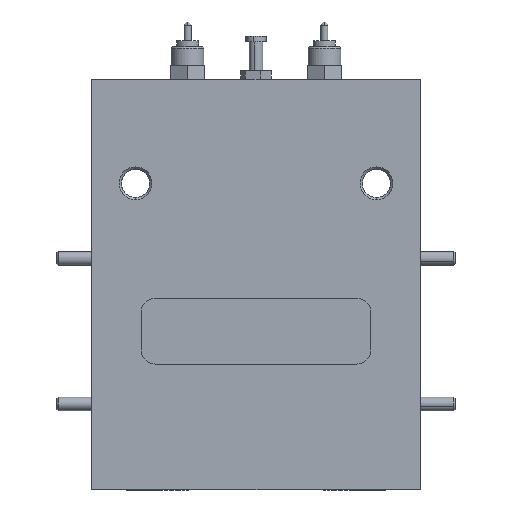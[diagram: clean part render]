
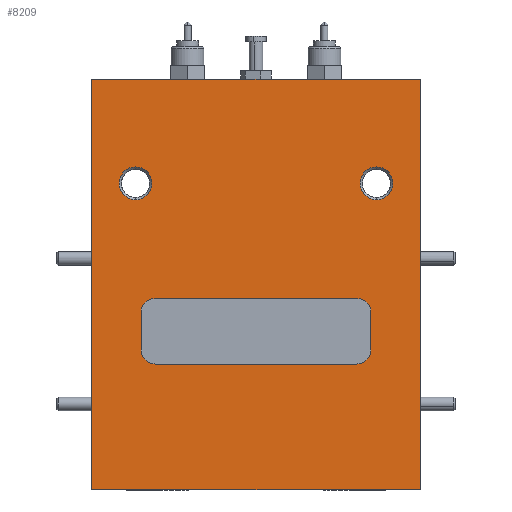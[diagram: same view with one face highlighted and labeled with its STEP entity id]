
A CAD part, front view. The second image highlights one B-rep face of the part: STEP entity #8209.
In plain terms, the highlighted planar face has unit normal (0, -1, 0).
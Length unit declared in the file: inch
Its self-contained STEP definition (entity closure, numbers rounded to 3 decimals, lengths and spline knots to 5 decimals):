
#413 = ORIENTED_EDGE ( 'NONE', *, *, #7931, .F. ) ;
#415 = ORIENTED_EDGE ( 'NONE', *, *, #7917, .F. ) ;
#417 = ORIENTED_EDGE ( 'NONE', *, *, #7834, .T. ) ;
#419 = ORIENTED_EDGE ( 'NONE', *, *, #7844, .F. ) ;
#424 = ORIENTED_EDGE ( 'NONE', *, *, #7926, .T. ) ;
#427 = ORIENTED_EDGE ( 'NONE', *, *, #7915, .F. ) ;
#430 = ORIENTED_EDGE ( 'NONE', *, *, #7902, .F. ) ;
#433 = ORIENTED_EDGE ( 'NONE', *, *, #7892, .F. ) ;
#445 = ORIENTED_EDGE ( 'NONE', *, *, #7840, .F. ) ;
#450 = ORIENTED_EDGE ( 'NONE', *, *, #7839, .T. ) ;
#452 = ORIENTED_EDGE ( 'NONE', *, *, #7799, .F. ) ;
#457 = ORIENTED_EDGE ( 'NONE', *, *, #7833, .F. ) ;
#458 = ORIENTED_EDGE ( 'NONE', *, *, #7929, .F. ) ;
#464 = ORIENTED_EDGE ( 'NONE', *, *, #7793, .F. ) ;
#467 = ORIENTED_EDGE ( 'NONE', *, *, #7812, .T. ) ;
#471 = ORIENTED_EDGE ( 'NONE', *, *, #7921, .F. ) ;
#872 = EDGE_LOOP ( 'NONE', ( #457, #430, #464, #458 ) ) ;
#904 = EDGE_LOOP ( 'NONE', ( #445, #413, #452, #471, #433, #427, #415, #419 ) ) ;
#928 = EDGE_LOOP ( 'NONE', ( #450, #417 ) ) ;
#946 = EDGE_LOOP ( 'NONE', ( #467, #424 ) ) ;
#1708 = LINE ( 'NONE', #4804, #1731 ) ;
#1731 = VECTOR ( 'NONE', #4798, 39.37008 ) ;
#1750 = CIRCLE ( 'NONE', #11332, 0.075 ) ;
#1767 = LINE ( 'NONE', #4895, #1777 ) ;
#1773 = CIRCLE ( 'NONE', #11324, 0.065 ) ;
#1777 = VECTOR ( 'NONE', #4888, 39.37008 ) ;
#1806 = CIRCLE ( 'NONE', #11340, 0.075 ) ;
#1813 = LINE ( 'NONE', #4953, #1832 ) ;
#1814 = CIRCLE ( 'NONE', #11327, 0.065 ) ;
#1817 = CIRCLE ( 'NONE', #11300, 0.075 ) ;
#1832 = VECTOR ( 'NONE', #4949, 39.37008 ) ;
#1863 = CIRCLE ( 'NONE', #11391, 0.065 ) ;
#1873 = CIRCLE ( 'NONE', #11393, 0.075 ) ;
#1887 = LINE ( 'NONE', #3972, #1914 ) ;
#1897 = LINE ( 'NONE', #3930, #1899 ) ;
#1898 = VECTOR ( 'NONE', #3912, 39.37008 ) ;
#1899 = VECTOR ( 'NONE', #3906, 39.37008 ) ;
#1900 = VECTOR ( 'NONE', #3958, 39.37008 ) ;
#1906 = LINE ( 'NONE', #3884, #1898 ) ;
#1909 = LINE ( 'NONE', #3948, #1900 ) ;
#1914 = VECTOR ( 'NONE', #3964, 39.37008 ) ;
#1916 = CIRCLE ( 'NONE', #11423, 0.065 ) ;
#1925 = VECTOR ( 'NONE', #3968, 39.37008 ) ;
#1928 = LINE ( 'NONE', #3961, #1925 ) ;
#3491 = CARTESIAN_POINT ( 'NONE',  ( 0.525, -0.6, 0.085 ) ) ;
#3853 = CARTESIAN_POINT ( 'NONE',  ( 0.46, -0.6, -0.085 ) ) ;
#3865 = DIRECTION ( 'NONE',  ( 0., -1., 0. ) ) ;
#3866 = DIRECTION ( 'NONE',  ( 0., 0., -1. ) ) ;
#3884 = CARTESIAN_POINT ( 'NONE',  ( -0.75, -0.6, 1.15 ) ) ;
#3897 = DIRECTION ( 'NONE',  ( 0., -1., 0. ) ) ;
#3899 = DIRECTION ( 'NONE',  ( 0., 0., -1. ) ) ;
#3906 = DIRECTION ( 'NONE',  ( 1., 0., 0. ) ) ;
#3912 = DIRECTION ( 'NONE',  ( 1., 0., 0. ) ) ;
#3930 = CARTESIAN_POINT ( 'NONE',  ( -0.46, -0.6, -0.15 ) ) ;
#3938 = CARTESIAN_POINT ( 'NONE',  ( -0.46, -0.6, -0.085 ) ) ;
#3948 = CARTESIAN_POINT ( 'NONE',  ( 0.525, -0.6, -0.085 ) ) ;
#3958 = DIRECTION ( 'NONE',  ( 0., 0., 1. ) ) ;
#3961 = CARTESIAN_POINT ( 'NONE',  ( 0.46, -0.6, 0.15 ) ) ;
#3964 = DIRECTION ( 'NONE',  ( -1., 0., 0. ) ) ;
#3965 = CARTESIAN_POINT ( 'NONE',  ( 0.55, -0.6, 0.675 ) ) ;
#3966 = DIRECTION ( 'NONE',  ( 0., 1., 0. ) ) ;
#3968 = DIRECTION ( 'NONE',  ( -1., 0., 0. ) ) ;
#3972 = CARTESIAN_POINT ( 'NONE',  ( -0.75, -0.6, -0.725 ) ) ;
#3976 = DIRECTION ( 'NONE',  ( 0., 0., 1. ) ) ;
#4798 = DIRECTION ( 'NONE',  ( 0., 0., 1. ) ) ;
#4804 = CARTESIAN_POINT ( 'NONE',  ( -0.75, -0.6, 1.15 ) ) ;
#4812 = CARTESIAN_POINT ( 'NONE',  ( 0.46, -0.6, 0.085 ) ) ;
#4813 = DIRECTION ( 'NONE',  ( 0., 0., -1. ) ) ;
#4832 = DIRECTION ( 'NONE',  ( 0., -1., 0. ) ) ;
#4858 = CARTESIAN_POINT ( 'NONE',  ( 0.55, -0.6, 0.675 ) ) ;
#4872 = DIRECTION ( 'NONE',  ( 0., 1., 0. ) ) ;
#4877 = DIRECTION ( 'NONE',  ( 0., 0., 1. ) ) ;
#4888 = DIRECTION ( 'NONE',  ( 0., 0., -1. ) ) ;
#4890 = CARTESIAN_POINT ( 'NONE',  ( -0.46, -0.6, 0.085 ) ) ;
#4895 = CARTESIAN_POINT ( 'NONE',  ( 0.75, -0.6, 1.15 ) ) ;
#4900 = CARTESIAN_POINT ( 'NONE',  ( -0.55, -0.6, 0.675 ) ) ;
#4906 = DIRECTION ( 'NONE',  ( 0., 1., 0. ) ) ;
#4907 = DIRECTION ( 'NONE',  ( 0., 1., 0. ) ) ;
#4909 = DIRECTION ( 'NONE',  ( 0., 0., 1. ) ) ;
#4910 = DIRECTION ( 'NONE',  ( 0., -1., 0. ) ) ;
#4924 = DIRECTION ( 'NONE',  ( 0., 0., 1. ) ) ;
#4929 = CARTESIAN_POINT ( 'NONE',  ( -0.55, -0.6, 0.675 ) ) ;
#4938 = DIRECTION ( 'NONE',  ( 0., 0., -1. ) ) ;
#4949 = DIRECTION ( 'NONE',  ( 0., 0., -1. ) ) ;
#4953 = CARTESIAN_POINT ( 'NONE',  ( -0.525, -0.6, 0.085 ) ) ;
#4978 = VERTEX_POINT ( 'NONE', #3491 ) ;
#5187 = VERTEX_POINT ( 'NONE', #7042 ) ;
#5190 = VERTEX_POINT ( 'NONE', #6835 ) ;
#5200 = VERTEX_POINT ( 'NONE', #6837 ) ;
#5226 = VERTEX_POINT ( 'NONE', #6838 ) ;
#5267 = VERTEX_POINT ( 'NONE', #6899 ) ;
#5277 = VERTEX_POINT ( 'NONE', #6925 ) ;
#5278 = VERTEX_POINT ( 'NONE', #6921 ) ;
#5294 = VERTEX_POINT ( 'NONE', #6955 ) ;
#5341 = VERTEX_POINT ( 'NONE', #7004 ) ;
#5344 = VERTEX_POINT ( 'NONE', #7001 ) ;
#5383 = VERTEX_POINT ( 'NONE', #7038 ) ;
#5398 = VERTEX_POINT ( 'NONE', #9287 ) ;
#5402 = VERTEX_POINT ( 'NONE', #9292 ) ;
#5438 = VERTEX_POINT ( 'NONE', #9331 ) ;
#5439 = VERTEX_POINT ( 'NONE', #9320 ) ;
#6835 = CARTESIAN_POINT ( 'NONE',  ( -0.75, -0.6, -0.725 ) ) ;
#6837 = CARTESIAN_POINT ( 'NONE',  ( -0.46, -0.6, 0.15 ) ) ;
#6838 = CARTESIAN_POINT ( 'NONE',  ( -0.75, -0.6, 1.15 ) ) ;
#6899 = CARTESIAN_POINT ( 'NONE',  ( -0.55, -0.6, 0.6 ) ) ;
#6921 = CARTESIAN_POINT ( 'NONE',  ( -0.55, -0.6, 0.75 ) ) ;
#6925 = CARTESIAN_POINT ( 'NONE',  ( 0.55, -0.6, 0.6 ) ) ;
#6955 = CARTESIAN_POINT ( 'NONE',  ( 0.55, -0.6, 0.75 ) ) ;
#7001 = CARTESIAN_POINT ( 'NONE',  ( 0.75, -0.6, -0.725 ) ) ;
#7004 = CARTESIAN_POINT ( 'NONE',  ( 0.75, -0.6, 1.15 ) ) ;
#7038 = CARTESIAN_POINT ( 'NONE',  ( 0.525, -0.6, -0.085 ) ) ;
#7042 = CARTESIAN_POINT ( 'NONE',  ( -0.525, -0.6, 0.085 ) ) ;
#7793 = EDGE_CURVE ( 'NONE', #5190, #5226, #1708, .T. ) ;
#7799 = EDGE_CURVE ( 'NONE', #4978, #5398, #1773, .T. ) ;
#7812 = EDGE_CURVE ( 'NONE', #5277, #5294, #1750, .T. ) ;
#7833 = EDGE_CURVE ( 'NONE', #5341, #5344, #1767, .T. ) ;
#7834 = EDGE_CURVE ( 'NONE', #5278, #5267, #1806, .T. ) ;
#7839 = EDGE_CURVE ( 'NONE', #5267, #5278, #1817, .T. ) ;
#7840 = EDGE_CURVE ( 'NONE', #5200, #5187, #1814, .T. ) ;
#7844 = EDGE_CURVE ( 'NONE', #5187, #5439, #1813, .T. ) ;
#7892 = EDGE_CURVE ( 'NONE', #5402, #5383, #1863, .T. ) ;
#7902 = EDGE_CURVE ( 'NONE', #5226, #5341, #1906, .T. ) ;
#7915 = EDGE_CURVE ( 'NONE', #5438, #5402, #1897, .T. ) ;
#7917 = EDGE_CURVE ( 'NONE', #5439, #5438, #1916, .T. ) ;
#7921 = EDGE_CURVE ( 'NONE', #5383, #4978, #1909, .T. ) ;
#7926 = EDGE_CURVE ( 'NONE', #5294, #5277, #1873, .T. ) ;
#7929 = EDGE_CURVE ( 'NONE', #5344, #5190, #1887, .T. ) ;
#7931 = EDGE_CURVE ( 'NONE', #5398, #5200, #1928, .T. ) ;
#8209 = ADVANCED_FACE ( 'NONE', ( #12590, #12551, #12591, #12575 ), #9815, .T. ) ;
#9287 = CARTESIAN_POINT ( 'NONE',  ( 0.46, -0.6, 0.15 ) ) ;
#9292 = CARTESIAN_POINT ( 'NONE',  ( 0.46, -0.6, -0.15 ) ) ;
#9320 = CARTESIAN_POINT ( 'NONE',  ( -0.525, -0.6, -0.085 ) ) ;
#9331 = CARTESIAN_POINT ( 'NONE',  ( -0.46, -0.6, -0.15 ) ) ;
#9776 = CARTESIAN_POINT ( 'NONE',  ( 0.75, -0.6, -0.725 ) ) ;
#9793 = DIRECTION ( 'NONE',  ( 0., 0., -1. ) ) ;
#9796 = DIRECTION ( 'NONE',  ( 0., -1., 0. ) ) ;
#9815 = PLANE ( 'NONE',  #11640 ) ;
#11300 = AXIS2_PLACEMENT_3D ( 'NONE', #4900, #4907, #4924 ) ;
#11324 = AXIS2_PLACEMENT_3D ( 'NONE', #4812, #4832, #4813 ) ;
#11327 = AXIS2_PLACEMENT_3D ( 'NONE', #4890, #4910, #4938 ) ;
#11332 = AXIS2_PLACEMENT_3D ( 'NONE', #4858, #4872, #4877 ) ;
#11340 = AXIS2_PLACEMENT_3D ( 'NONE', #4929, #4906, #4909 ) ;
#11391 = AXIS2_PLACEMENT_3D ( 'NONE', #3853, #3865, #3866 ) ;
#11393 = AXIS2_PLACEMENT_3D ( 'NONE', #3965, #3966, #3976 ) ;
#11423 = AXIS2_PLACEMENT_3D ( 'NONE', #3938, #3897, #3899 ) ;
#11640 = AXIS2_PLACEMENT_3D ( 'NONE', #9776, #9796, #9793 ) ;
#12551 = FACE_BOUND ( 'NONE', #928, .T. ) ;
#12575 = FACE_OUTER_BOUND ( 'NONE', #872, .T. ) ;
#12590 = FACE_BOUND ( 'NONE', #904, .T. ) ;
#12591 = FACE_BOUND ( 'NONE', #946, .T. ) ;
